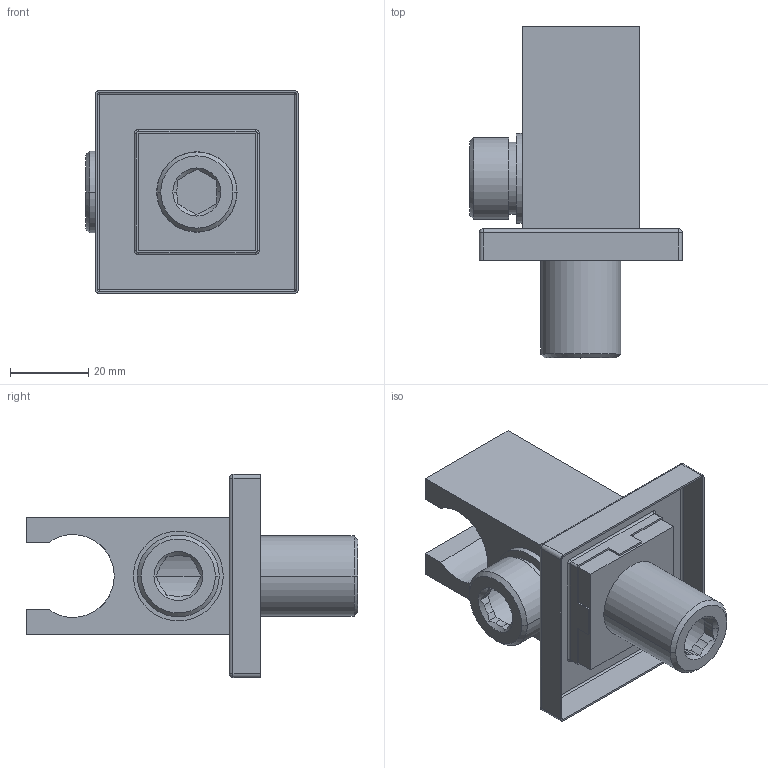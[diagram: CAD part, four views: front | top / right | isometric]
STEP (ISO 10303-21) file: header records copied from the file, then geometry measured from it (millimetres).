
FILE_DESCRIPTION((''),'2;1');
FILE_NAME('AP-SB038CP_ASM','2020-09-22T',('Administrator'),(''),'PRO/ENGINEER BY PARAMETRIC TECHNOLOGY CORPORATION, 2010280','PRO/ENGINEER BY PARAMETRIC TECHNOLOGY CORPORATION, 2010280','');
FILE_SCHEMA(('CONFIG_CONTROL_DESIGN'));
Length unit declared in the file: millimetre
Products named in the file (5): AP-SB038CP-01; PTMB0172-P1; PTPB0182-P1; PTCB0000; AP-SB038CP_ASM
Assembly tree (4 placements, depth 2):
  AP-SB038CP_ASM
    AP-SB038CP-01
    PTMB0172-P1
    PTPB0182-P1
    PTCB0000
Bounding box: 54.5 x 85 x 52 mm (x, y, z)
Volume: 38313.8 mm3; surface area: 26432.2 mm2
Topology: 4 solids, 4 shells, 180 faces, 431 edges, 268 vertices
Faces by surface type: plane 81, cylinder 64, cone 21, sphere 8, torus 6
Entity records: 5486 total; most frequent: CARTESIAN_POINT 1112, DIRECTION 927, ORIENTED_EDGE 862, EDGE_CURVE 431, AXIS2_PLACEMENT_3D 339, VERTEX_POINT 268, VECTOR 249, LINE 249
